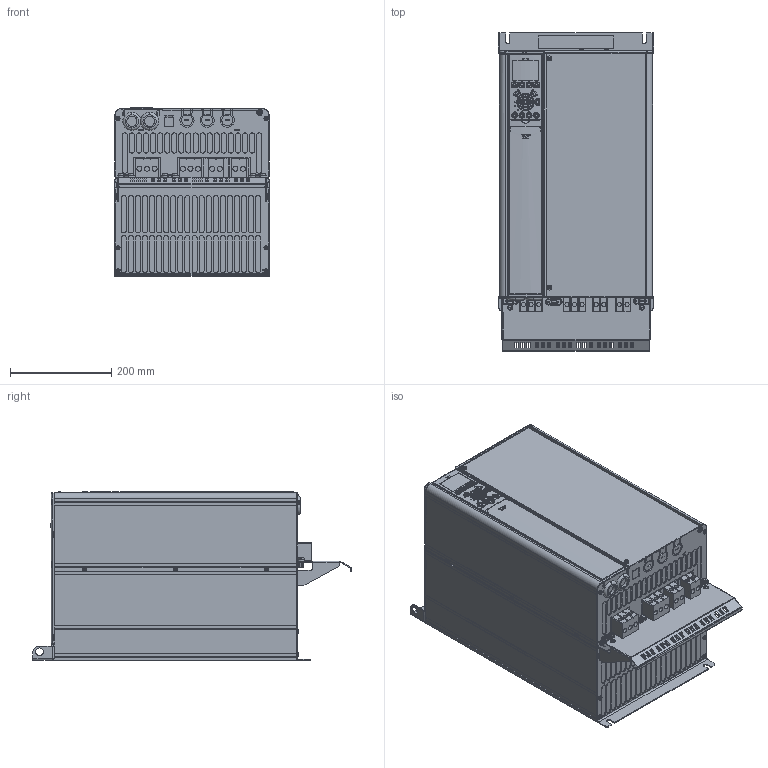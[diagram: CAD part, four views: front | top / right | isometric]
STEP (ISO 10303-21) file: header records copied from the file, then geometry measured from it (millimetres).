
FILE_DESCRIPTION((''),'2;1');
FILE_NAME('PRT0003','2019-09-05T',('U322080'),(''),'CREO PARAMETRIC BY PTC INC, 2018070','CREO PARAMETRIC BY PTC INC, 2018070','');
FILE_SCHEMA(('CONFIG_CONTROL_DESIGN'));
Products named in the file (1): PRT0003
Bounding box: 308 x 630 x 334.01 mm (x, y, z)
Surface area: 2010434.4 mm2 (no closed solid volume)
Topology: 0 solids, 33 shells, 4944 faces, 13376 edges, 8563 vertices
Faces by surface type: plane 2461, cylinder 1535, bspline 598, torus 137, cone 118, sphere 71, extrusion 24
Entity records: 239117 total; most frequent: CARTESIAN_POINT 78629, ORIENTED_EDGE 26504, DIRECTION 20886, EDGE_CURVE 13252, VERTEX_POINT 8559, VECTOR 7054, LINE 7030, AXIS2_PLACEMENT_3D 6916
